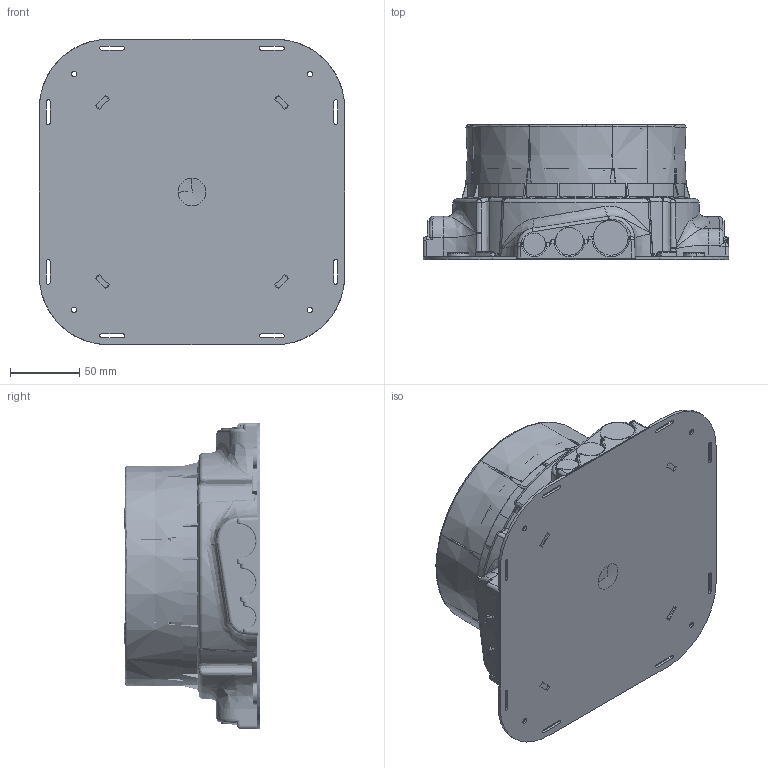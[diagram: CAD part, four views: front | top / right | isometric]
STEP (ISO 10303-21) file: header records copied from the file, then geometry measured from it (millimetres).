
FILE_DESCRIPTION(('CATIA V5 STEP Exchange','CAx-IF Rec.Pracs.--- Model Styling and Organization---1.4--- 2014-01-23'),'2;1');
FILE_NAME('088069_AllCATPart.stp','2019-03-08T13:57:12+00:00',('none'),('none'),'CATIA Version 5-6 Release 2017 SP3','CATIA V5 STEP AP214','none');
FILE_SCHEMA(('AUTOMOTIVE_DESIGN { 1 0 10303 214 1 1 1 1 }'));
Length unit declared in the file: millimetre
Products named in the file (1): 088069_AllCATPart
Bounding box: 220 x 97.5 x 220 mm (x, y, z)
Volume: 299846.6 mm3; surface area: 366255.8 mm2
Topology: 17 solids, 17 shells, 7960 faces, 22146 edges, 14185 vertices
Faces by surface type: plane 5523, bspline 818, cylinder 636, cone 473, torus 394, sphere 116
Entity records: 286259 total; most frequent: CARTESIAN_POINT 99614, ORIENTED_EDGE 43968, DIRECTION 29706, EDGE_CURVE 21984, VECTOR 14465, LINE 14465, VERTEX_POINT 14185, AXIS2_PLACEMENT_3D 8778
